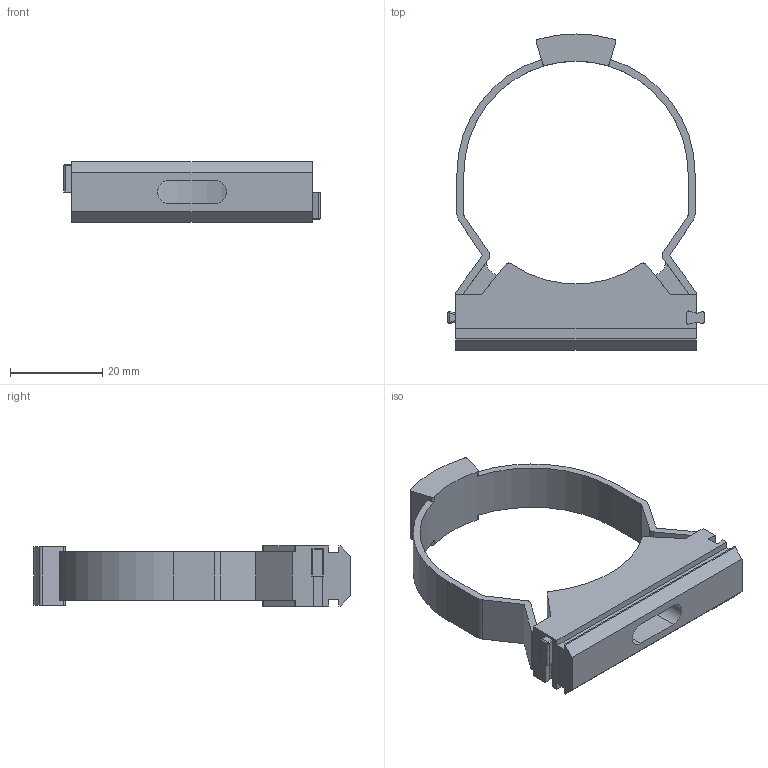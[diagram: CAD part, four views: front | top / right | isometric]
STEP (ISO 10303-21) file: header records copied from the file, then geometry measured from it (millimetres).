
FILE_DESCRIPTION (( 'STEP AP214' ), '1' );
FILE_NAME ('CTA10D-CFC50-K41 - Õîìóòíûé äåðæàòåëü CFC50.STEP', '2016-05-17T12:42:16', ( '' ), ( '' ), 'SwSTEP 2.0', 'SolidWorks 2014', '' );
FILE_SCHEMA (( 'AUTOMOTIVE_DESIGN' ));
Length unit declared in the file: millimetre
Products named in the file (1): CTA10D-CFC50-K41 - Õîìóòíûé äåðæàòåëü CFC50
Bounding box: 55.4 x 68.36 x 13 mm (x, y, z)
Volume: 10304.6 mm3; surface area: 7546.7 mm2
Topology: 1 solids, 1 shells, 122 faces, 362 edges, 236 vertices
Faces by surface type: plane 73, cylinder 45, sphere 4
Entity records: 4084 total; most frequent: CARTESIAN_POINT 755, ORIENTED_EDGE 708, DIRECTION 684, EDGE_CURVE 354, LINE 258, VECTOR 258, VERTEX_POINT 232, AXIS2_PLACEMENT_3D 213
